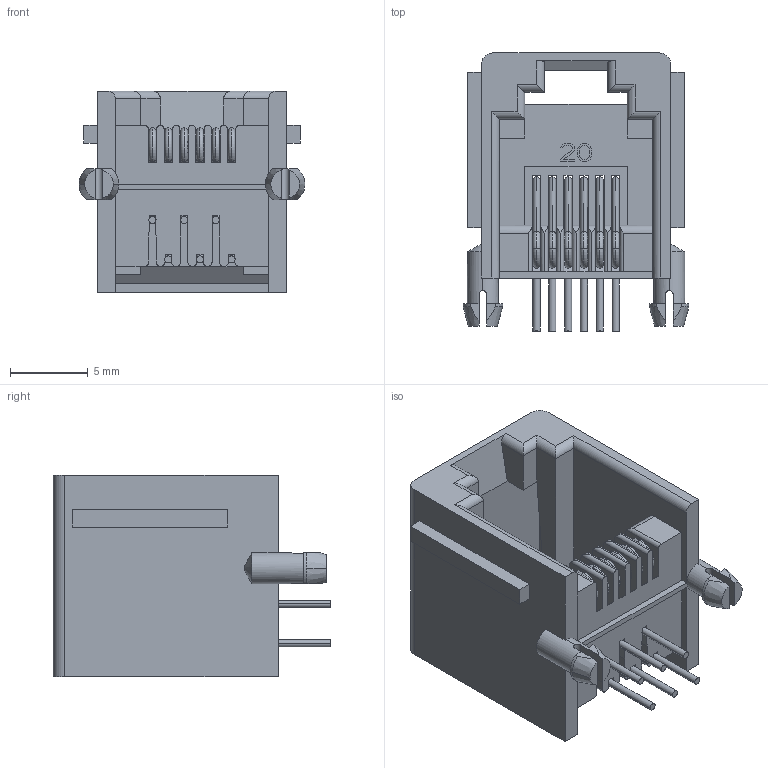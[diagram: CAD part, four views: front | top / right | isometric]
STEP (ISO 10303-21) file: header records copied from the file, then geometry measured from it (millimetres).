
FILE_DESCRIPTION(('STEP AP242'),'1');
FILE_NAME('mj3235-66-0.stp','2024-03-07T10:57:55',('TraceParts'),('TraceParts S.A.'),'Spatial InterOp 3D',' ',' ');
FILE_SCHEMA(('AP242_MANAGED_MODEL_BASED_3D_ENGINEERING_MIM_LF {1 0 10303 442 1 1 4}'));
Length unit declared in the file: millimetre
Products named in the file (1): mj3235-66-0_1
Bounding box: 14.55 x 17.9 x 13 mm (x, y, z)
Volume: 973.3 mm3; surface area: 2265.9 mm2
Topology: 7 solids, 7 shells, 457 faces, 1285 edges, 828 vertices
Faces by surface type: plane 282, cylinder 119, torus 48, cone 8
Entity records: 14932 total; most frequent: CARTESIAN_POINT 2831, ORIENTED_EDGE 2570, DIRECTION 2489, EDGE_CURVE 1285, LINE 913, VECTOR 913, VERTEX_POINT 828, AXIS2_PLACEMENT_3D 788
